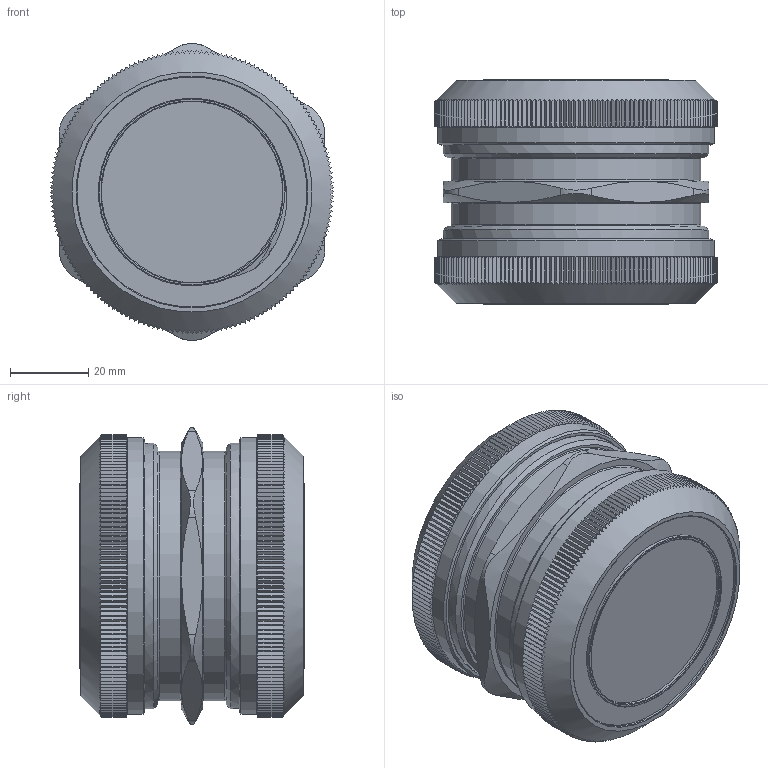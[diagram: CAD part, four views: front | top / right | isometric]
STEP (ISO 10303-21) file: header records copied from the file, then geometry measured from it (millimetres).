
FILE_DESCRIPTION(/* description */ (''),/* implementation_level */ '2;1');
FILE_NAME(/* name */ '',/* time_stamp */ '2025-06-27T08:26:51+07:00',/* author */ ('zeta-72'),/* organization */ (''),/* preprocessor_version */ 'ST-DEVELOPER v19.2',/* originating_system */ 'Autodesk Inventor 2024',/* authorisation */ '');
FILE_SCHEMA (('AUTOMOTIVE_DESIGN { 1 0 10303 214 3 1 1 }'));
Length unit declared in the file: millimetre
Products named in the file (1): ЗЭТА.045.546.000 СБ_
Упростить_1
Bounding box: 72.5 x 57.5 x 76.02 mm (x, y, z)
Volume: 206936.8 mm3; surface area: 23787.4 mm2
Topology: 1 solids, 1 shells, 795 faces, 2325 edges, 1544 vertices
Faces by surface type: plane 740, cone 28, cylinder 18, torus 5, bspline 4
Full cylindrical faces by diameter (mm): 46.4 x2, 59 x2, 64 x2, 68 x2, 71 x2
Entity records: 25629 total; most frequent: CARTESIAN_POINT 8069, ORIENTED_EDGE 4650, DIRECTION 2500, EDGE_CURVE 2325, VERTEX_POINT 1544, AXIS2_PLACEMENT_3D 871, EDGE_LOOP 807, FACE_OUTER_BOUND 795
